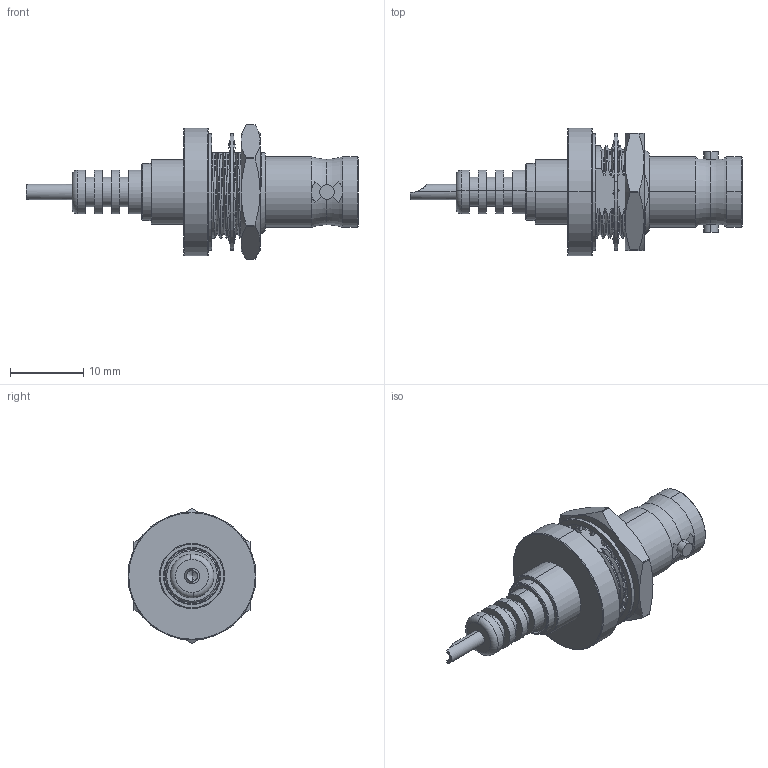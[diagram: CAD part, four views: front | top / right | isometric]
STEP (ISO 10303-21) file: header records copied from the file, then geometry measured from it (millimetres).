
FILE_DESCRIPTION (( 'STEP AP203' ), '1' );
FILE_NAME ('SHV-BJ-1.STEP', '2025-03-13T00:40:37', ( '' ), ( '' ), 'SwSTEP 2.0', 'SolidWorks 2022', '' );
FILE_SCHEMA (( 'CONFIG_CONTROL_DESIGN' ));
Length unit declared in the file: millimetre
Products named in the file (1): SHV-BJ-1
Bounding box: 45.41 x 17.5 x 18.4 mm (x, y, z)
Volume: 2778.7 mm3; surface area: 3565.7 mm2
Topology: 6 solids, 6 shells, 334 faces, 857 edges, 548 vertices
Faces by surface type: cylinder 121, bspline 98, plane 62, cone 45, torus 8
Entity records: 18618 total; most frequent: CARTESIAN_POINT 11433, ORIENTED_EDGE 1710, DIRECTION 1152, EDGE_CURVE 855, VERTEX_POINT 548, AXIS2_PLACEMENT_3D 483, B_SPLINE_CURVE_WITH_KNOTS 368, EDGE_LOOP 359
